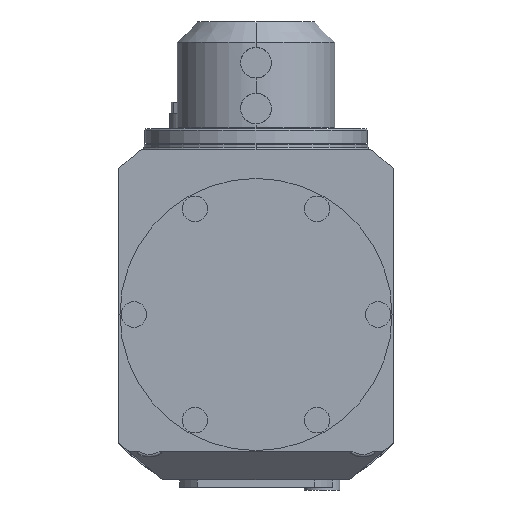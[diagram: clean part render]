
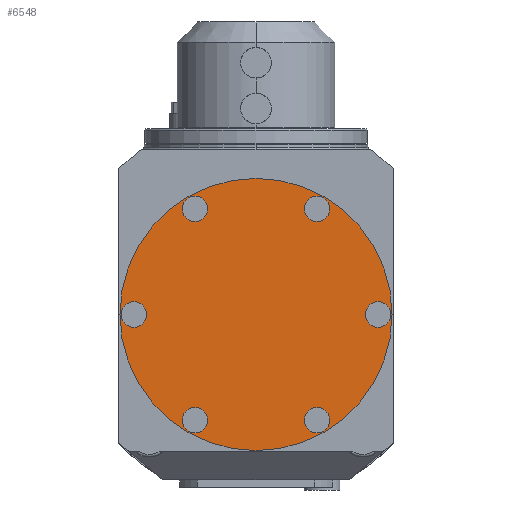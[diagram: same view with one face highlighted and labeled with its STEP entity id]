
A CAD part, left-side view. The second image highlights one B-rep face of the part: STEP entity #6548.
In plain terms, the highlighted planar face has unit normal (-1, 0, 0).
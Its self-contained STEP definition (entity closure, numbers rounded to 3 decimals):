
#686=CARTESIAN_POINT('',(-138.,0.,0.));
#687=DIRECTION('',(-1.,0.,0.));
#688=DIRECTION('',(0.,0.,1.));
#689=AXIS2_PLACEMENT_3D('',#686,#687,#688);
#695=CARTESIAN_POINT('',(-138.,0.,0.));
#696=DIRECTION('',(1.,0.,0.));
#697=DIRECTION('',(0.,0.,1.));
#698=AXIS2_PLACEMENT_3D('',#695,#696,#697);
#704=CARTESIAN_POINT('',(-138.,-24.,41.569));
#705=DIRECTION('',(1.,0.,0.));
#706=DIRECTION('',(0.,0.,1.));
#707=AXIS2_PLACEMENT_3D('',#704,#705,#706);
#709=CARTESIAN_POINT('',(-138.,-24.,41.569));
#710=DIRECTION('',(1.,0.,0.));
#711=DIRECTION('',(0.,0.,-1.));
#712=AXIS2_PLACEMENT_3D('',#709,#710,#711);
#714=CARTESIAN_POINT('',(-138.,24.,41.569));
#715=DIRECTION('',(1.,0.,0.));
#716=DIRECTION('',(0.,0.,1.));
#717=AXIS2_PLACEMENT_3D('',#714,#715,#716);
#719=CARTESIAN_POINT('',(-138.,24.,41.569));
#720=DIRECTION('',(1.,0.,0.));
#721=DIRECTION('',(0.,0.,-1.));
#722=AXIS2_PLACEMENT_3D('',#719,#720,#721);
#724=CARTESIAN_POINT('',(-138.,48.,0.));
#725=DIRECTION('',(1.,0.,0.));
#726=DIRECTION('',(0.,0.,1.));
#727=AXIS2_PLACEMENT_3D('',#724,#725,#726);
#729=CARTESIAN_POINT('',(-138.,48.,0.));
#730=DIRECTION('',(1.,0.,0.));
#731=DIRECTION('',(0.,0.,-1.));
#732=AXIS2_PLACEMENT_3D('',#729,#730,#731);
#734=CARTESIAN_POINT('',(-138.,24.,-41.569));
#735=DIRECTION('',(1.,0.,0.));
#736=DIRECTION('',(0.,0.,1.));
#737=AXIS2_PLACEMENT_3D('',#734,#735,#736);
#739=CARTESIAN_POINT('',(-138.,24.,-41.569));
#740=DIRECTION('',(1.,0.,0.));
#741=DIRECTION('',(0.,0.,-1.));
#742=AXIS2_PLACEMENT_3D('',#739,#740,#741);
#744=CARTESIAN_POINT('',(-138.,-24.,-41.569));
#745=DIRECTION('',(1.,0.,0.));
#746=DIRECTION('',(0.,0.,1.));
#747=AXIS2_PLACEMENT_3D('',#744,#745,#746);
#749=CARTESIAN_POINT('',(-138.,-24.,-41.569));
#750=DIRECTION('',(1.,0.,0.));
#751=DIRECTION('',(0.,0.,-1.));
#752=AXIS2_PLACEMENT_3D('',#749,#750,#751);
#754=CARTESIAN_POINT('',(-138.,-48.,0.));
#755=DIRECTION('',(1.,0.,0.));
#756=DIRECTION('',(0.,0.,1.));
#757=AXIS2_PLACEMENT_3D('',#754,#755,#756);
#759=CARTESIAN_POINT('',(-138.,-48.,0.));
#760=DIRECTION('',(1.,0.,0.));
#761=DIRECTION('',(0.,0.,-1.));
#762=AXIS2_PLACEMENT_3D('',#759,#760,#761);
#5442=CARTESIAN_POINT('',(-138.,0.,53.5));
#5443=CARTESIAN_POINT('',(-138.,0.,-53.5));
#5444=VERTEX_POINT('',#5442);
#5445=VERTEX_POINT('',#5443);
#5454=CARTESIAN_POINT('',(-138.,-24.,46.569));
#5455=CARTESIAN_POINT('',(-138.,-24.,36.569));
#5456=VERTEX_POINT('',#5454);
#5457=VERTEX_POINT('',#5455);
#5462=CARTESIAN_POINT('',(-138.,24.,46.569));
#5463=CARTESIAN_POINT('',(-138.,24.,36.569));
#5464=VERTEX_POINT('',#5462);
#5465=VERTEX_POINT('',#5463);
#5470=CARTESIAN_POINT('',(-138.,48.,5.));
#5471=CARTESIAN_POINT('',(-138.,48.,-5.));
#5472=VERTEX_POINT('',#5470);
#5473=VERTEX_POINT('',#5471);
#5478=CARTESIAN_POINT('',(-138.,24.,-36.569));
#5479=CARTESIAN_POINT('',(-138.,24.,-46.569));
#5480=VERTEX_POINT('',#5478);
#5481=VERTEX_POINT('',#5479);
#5486=CARTESIAN_POINT('',(-138.,-24.,-36.569));
#5487=CARTESIAN_POINT('',(-138.,-24.,-46.569));
#5488=VERTEX_POINT('',#5486);
#5489=VERTEX_POINT('',#5487);
#5494=CARTESIAN_POINT('',(-138.,-48.,5.));
#5495=CARTESIAN_POINT('',(-138.,-48.,-5.));
#5496=VERTEX_POINT('',#5494);
#5497=VERTEX_POINT('',#5495);
#6503=CARTESIAN_POINT('',(-138.,0.,0.));
#6504=DIRECTION('',(-1.,0.,0.));
#6505=DIRECTION('',(0.,0.,-1.));
#6506=AXIS2_PLACEMENT_3D('',#6503,#6504,#6505);
#6507=PLANE('',#6506);
#6508=ORIENTED_EDGE('',*,*,#6497,.T.);
#6509=ORIENTED_EDGE('',*,*,#6483,.F.);
#6510=EDGE_LOOP('',(#6508,#6509));
#6511=FACE_OUTER_BOUND('',#6510,.F.);
#6513=ORIENTED_EDGE('',*,*,#6512,.F.);
#6515=ORIENTED_EDGE('',*,*,#6514,.F.);
#6516=EDGE_LOOP('',(#6513,#6515));
#6517=FACE_BOUND('',#6516,.F.);
#6519=ORIENTED_EDGE('',*,*,#6518,.F.);
#6521=ORIENTED_EDGE('',*,*,#6520,.F.);
#6522=EDGE_LOOP('',(#6519,#6521));
#6523=FACE_BOUND('',#6522,.F.);
#6525=ORIENTED_EDGE('',*,*,#6524,.F.);
#6527=ORIENTED_EDGE('',*,*,#6526,.F.);
#6528=EDGE_LOOP('',(#6525,#6527));
#6529=FACE_BOUND('',#6528,.F.);
#6531=ORIENTED_EDGE('',*,*,#6530,.F.);
#6533=ORIENTED_EDGE('',*,*,#6532,.F.);
#6534=EDGE_LOOP('',(#6531,#6533));
#6535=FACE_BOUND('',#6534,.F.);
#6537=ORIENTED_EDGE('',*,*,#6536,.F.);
#6539=ORIENTED_EDGE('',*,*,#6538,.F.);
#6540=EDGE_LOOP('',(#6537,#6539));
#6541=FACE_BOUND('',#6540,.F.);
#6543=ORIENTED_EDGE('',*,*,#6542,.F.);
#6545=ORIENTED_EDGE('',*,*,#6544,.F.);
#6546=EDGE_LOOP('',(#6543,#6545));
#6547=FACE_BOUND('',#6546,.F.);
#6548=ADVANCED_FACE('',(#6511,#6517,#6523,#6529,#6535,#6541,#6547),#6507,.T.);
#690=CIRCLE('',#689,53.5);
#699=CIRCLE('',#698,53.5);
#708=CIRCLE('',#707,5.);
#713=CIRCLE('',#712,5.);
#718=CIRCLE('',#717,5.);
#723=CIRCLE('',#722,5.);
#728=CIRCLE('',#727,5.);
#733=CIRCLE('',#732,5.);
#738=CIRCLE('',#737,5.);
#743=CIRCLE('',#742,5.);
#748=CIRCLE('',#747,5.);
#753=CIRCLE('',#752,5.);
#758=CIRCLE('',#757,5.);
#763=CIRCLE('',#762,5.);
#6483=EDGE_CURVE('',#5444,#5445,#690,.T.);
#6497=EDGE_CURVE('',#5444,#5445,#699,.T.);
#6512=EDGE_CURVE('',#5456,#5457,#708,.T.);
#6514=EDGE_CURVE('',#5457,#5456,#713,.T.);
#6518=EDGE_CURVE('',#5464,#5465,#718,.T.);
#6520=EDGE_CURVE('',#5465,#5464,#723,.T.);
#6524=EDGE_CURVE('',#5472,#5473,#728,.T.);
#6526=EDGE_CURVE('',#5473,#5472,#733,.T.);
#6530=EDGE_CURVE('',#5480,#5481,#738,.T.);
#6532=EDGE_CURVE('',#5481,#5480,#743,.T.);
#6536=EDGE_CURVE('',#5488,#5489,#748,.T.);
#6538=EDGE_CURVE('',#5489,#5488,#753,.T.);
#6542=EDGE_CURVE('',#5496,#5497,#758,.T.);
#6544=EDGE_CURVE('',#5497,#5496,#763,.T.);
